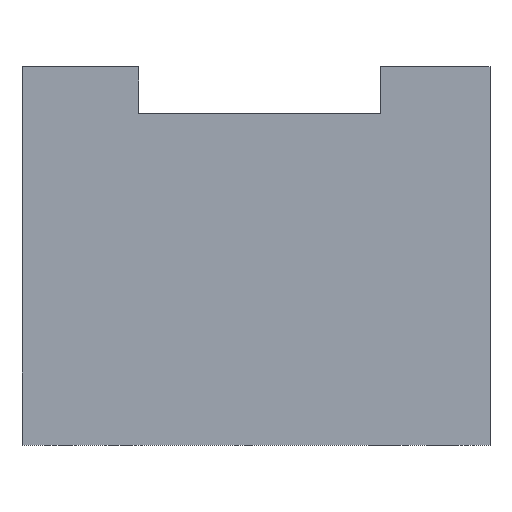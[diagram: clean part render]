
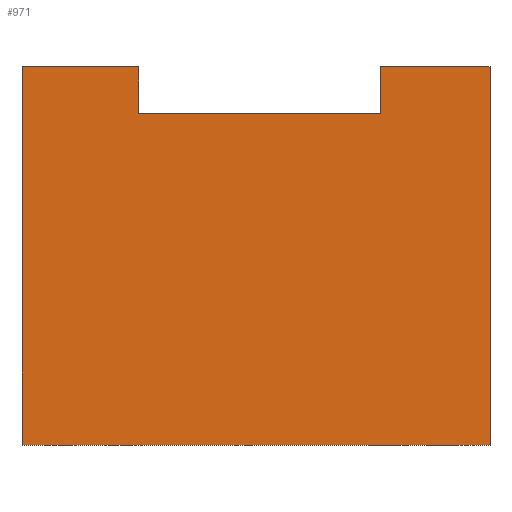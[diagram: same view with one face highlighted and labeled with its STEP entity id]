
A CAD part, top view. The second image highlights one B-rep face of the part: STEP entity #971.
In plain terms, the highlighted planar face has unit normal (0, 0, 1).
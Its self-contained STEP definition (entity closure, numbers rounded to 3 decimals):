
#61=PLANE('',#1066);
#106=FACE_OUTER_BOUND('',#159,.T.);
#159=EDGE_LOOP('',(#811,#812,#813,#814,#815,#816,#817,#818));
#234=LINE('',#1435,#330);
#253=LINE('',#1480,#349);
#267=LINE('',#1543,#363);
#279=LINE('',#1566,#375);
#281=LINE('',#1570,#377);
#289=LINE('',#1584,#385);
#291=LINE('',#1587,#387);
#292=LINE('',#1588,#388);
#330=VECTOR('',#1159,31.);
#349=VECTOR('',#1198,60.);
#363=VECTOR('',#1268,14.);
#375=VECTOR('',#1286,44.5);
#377=VECTOR('',#1290,44.5);
#385=VECTOR('',#1300,15.);
#387=VECTOR('',#1304,2.);
#388=VECTOR('',#1305,2.);
#433=VERTEX_POINT('',#1432);
#434=VERTEX_POINT('',#1434);
#449=VERTEX_POINT('',#1477);
#450=VERTEX_POINT('',#1479);
#470=VERTEX_POINT('',#1541);
#471=VERTEX_POINT('',#1542);
#480=VERTEX_POINT('',#1569);
#485=VERTEX_POINT('',#1583);
#528=EDGE_CURVE('',#433,#434,#234,.T.);
#550=EDGE_CURVE('',#449,#450,#253,.T.);
#580=EDGE_CURVE('',#470,#471,#267,.T.);
#592=EDGE_CURVE('',#471,#449,#279,.T.);
#594=EDGE_CURVE('',#450,#480,#281,.T.);
#602=EDGE_CURVE('',#480,#485,#289,.T.);
#604=EDGE_CURVE('',#434,#470,#291,.T.);
#605=EDGE_CURVE('',#433,#485,#292,.T.);
#811=ORIENTED_EDGE('',*,*,#604,.F.);
#812=ORIENTED_EDGE('',*,*,#528,.F.);
#813=ORIENTED_EDGE('',*,*,#605,.T.);
#814=ORIENTED_EDGE('',*,*,#602,.F.);
#815=ORIENTED_EDGE('',*,*,#594,.F.);
#816=ORIENTED_EDGE('',*,*,#550,.F.);
#817=ORIENTED_EDGE('',*,*,#592,.F.);
#818=ORIENTED_EDGE('',*,*,#580,.F.);
#971=ADVANCED_FACE('',(#106),#61,.F.);
#1066=AXIS2_PLACEMENT_3D('',#1586,#1302,#1303);
#1159=DIRECTION('',(1.,0.,0.));
#1198=DIRECTION('',(-1.,0.,0.));
#1268=DIRECTION('',(1.,0.,0.));
#1286=DIRECTION('',(0.,-1.,0.));
#1290=DIRECTION('',(0.,1.,0.));
#1300=DIRECTION('',(1.,0.,0.));
#1302=DIRECTION('center_axis',(0.,0.,-1.));
#1303=DIRECTION('ref_axis',(-1.,0.,0.));
#1304=DIRECTION('',(0.,1.,0.));
#1305=DIRECTION('',(0.,1.,0.));
#1432=CARTESIAN_POINT('',(-15.,6.576,40.));
#1434=CARTESIAN_POINT('',(16.,6.576,40.));
#1435=CARTESIAN_POINT('',(-15.,6.576,40.));
#1477=CARTESIAN_POINT('',(30.,-35.924,40.));
#1479=CARTESIAN_POINT('',(-30.,-35.924,40.));
#1480=CARTESIAN_POINT('',(30.,-35.924,40.));
#1541=CARTESIAN_POINT('',(16.,12.576,40.));
#1542=CARTESIAN_POINT('',(30.,12.576,40.));
#1543=CARTESIAN_POINT('',(16.,12.576,40.));
#1566=CARTESIAN_POINT('',(30.,8.576,40.));
#1569=CARTESIAN_POINT('',(-30.,12.576,40.));
#1570=CARTESIAN_POINT('',(-30.,-35.924,40.));
#1583=CARTESIAN_POINT('',(-15.,12.576,40.));
#1584=CARTESIAN_POINT('',(-30.,12.576,40.));
#1586=CARTESIAN_POINT('Origin',(0.,0.,40.));
#1587=CARTESIAN_POINT('',(16.,6.576,40.));
#1588=CARTESIAN_POINT('',(-15.,6.576,40.));
